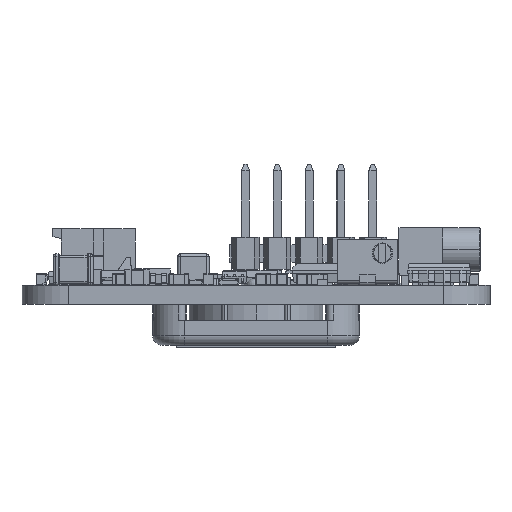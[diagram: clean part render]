
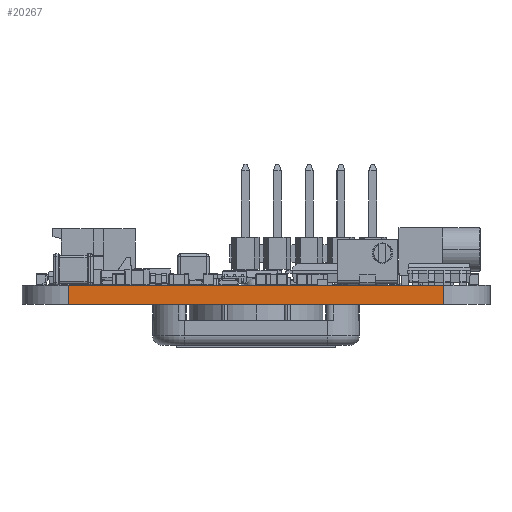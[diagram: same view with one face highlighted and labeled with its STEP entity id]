
A CAD part, left-side view. The second image highlights one B-rep face of the part: STEP entity #20267.
In plain terms, the highlighted planar face has unit normal (-1, 0, 0).
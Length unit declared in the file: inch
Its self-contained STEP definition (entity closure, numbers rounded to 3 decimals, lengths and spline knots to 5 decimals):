
#6253 = FACE_OUTER_BOUND ( 'NONE', #76967, .T. ) ;
#9607 = DIRECTION ( 'NONE',  ( 0., 0., 1. ) ) ;
#14546 = VERTEX_POINT ( 'NONE', #47640 ) ;
#19868 = CARTESIAN_POINT ( 'NONE',  ( 0., 1.325, -0.0604 ) ) ;
#20267 = ADVANCED_FACE ( 'NONE', ( #6253 ), #144961, .T. ) ;
#23738 = VECTOR ( 'NONE', #164377, 39.37008 ) ;
#26599 = CARTESIAN_POINT ( 'NONE',  ( 0., 0.145, 0. ) ) ;
#28712 = EDGE_CURVE ( 'NONE', #36585, #183164, #139616, .T. ) ;
#30843 = CARTESIAN_POINT ( 'NONE',  ( 0., 0.145, -0.0604 ) ) ;
#36585 = VERTEX_POINT ( 'NONE', #53055 ) ;
#39195 = VERTEX_POINT ( 'NONE', #19868 ) ;
#45528 = DIRECTION ( 'NONE',  ( 0., 0., 1. ) ) ;
#47640 = CARTESIAN_POINT ( 'NONE',  ( 0., 1.325, 0. ) ) ;
#53055 = CARTESIAN_POINT ( 'NONE',  ( 0., 0.145, -0.0604 ) ) ;
#57156 = ORIENTED_EDGE ( 'NONE', *, *, #28712, .T. ) ;
#57844 = VECTOR ( 'NONE', #123636, 39.37008 ) ;
#67391 = LINE ( 'NONE', #183596, #57844 ) ;
#68224 = LINE ( 'NONE', #26599, #108843 ) ;
#69573 = AXIS2_PLACEMENT_3D ( 'NONE', #160295, #115652, #9607 ) ;
#76967 = EDGE_LOOP ( 'NONE', ( #57156, #113821, #190791, #138006 ) ) ;
#83280 = LINE ( 'NONE', #133791, #23738 ) ;
#100630 = EDGE_CURVE ( 'NONE', #36585, #39195, #67391, .T. ) ;
#108843 = VECTOR ( 'NONE', #116707, 39.37008 ) ;
#113821 = ORIENTED_EDGE ( 'NONE', *, *, #150516, .T. ) ;
#114310 = CARTESIAN_POINT ( 'NONE',  ( 0., 0.145, 0. ) ) ;
#115652 = DIRECTION ( 'NONE',  ( -1., 0., 0. ) ) ;
#116707 = DIRECTION ( 'NONE',  ( 0., 1., 0. ) ) ;
#123636 = DIRECTION ( 'NONE',  ( 0., 1., 0. ) ) ;
#132686 = EDGE_CURVE ( 'NONE', #39195, #14546, #83280, .T. ) ;
#133791 = CARTESIAN_POINT ( 'NONE',  ( 0., 1.325, -0.0604 ) ) ;
#138006 = ORIENTED_EDGE ( 'NONE', *, *, #100630, .F. ) ;
#139616 = LINE ( 'NONE', #30843, #175335 ) ;
#144961 = PLANE ( 'NONE',  #69573 ) ;
#150516 = EDGE_CURVE ( 'NONE', #183164, #14546, #68224, .T. ) ;
#160295 = CARTESIAN_POINT ( 'NONE',  ( 0., 0.145, -0.0604 ) ) ;
#164377 = DIRECTION ( 'NONE',  ( 0., 0., 1. ) ) ;
#175335 = VECTOR ( 'NONE', #45528, 39.37008 ) ;
#183164 = VERTEX_POINT ( 'NONE', #114310 ) ;
#183596 = CARTESIAN_POINT ( 'NONE',  ( 0., 0.145, -0.0604 ) ) ;
#190791 = ORIENTED_EDGE ( 'NONE', *, *, #132686, .F. ) ;
